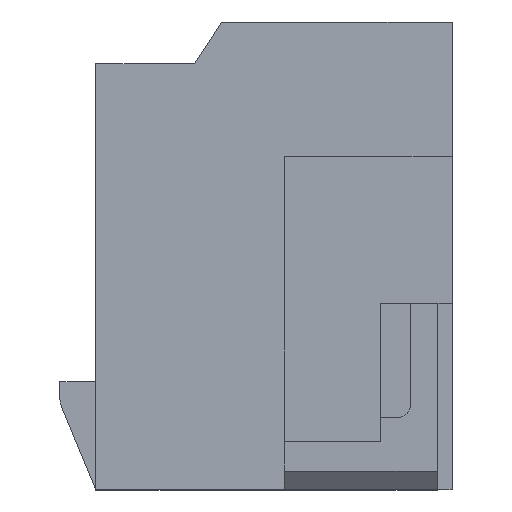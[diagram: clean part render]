
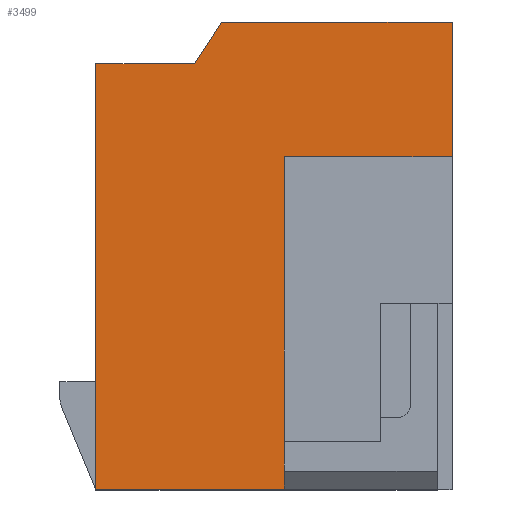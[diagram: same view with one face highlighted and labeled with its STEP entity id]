
A CAD part, top view. The second image highlights one B-rep face of the part: STEP entity #3499.
In plain terms, the highlighted planar face has unit normal (0, 0, 1).
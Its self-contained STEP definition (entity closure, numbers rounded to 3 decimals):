
#929=DIRECTION('',(-1.,0.,0.));
#930=VECTOR('',#929,3.15);
#931=CARTESIAN_POINT('',(0.175,0.,3.75));
#932=LINE('',#931,#930);
#933=DIRECTION('',(0.,-1.,0.));
#934=VECTOR('',#933,7.1);
#935=CARTESIAN_POINT('',(-2.975,7.1,3.75));
#936=LINE('',#935,#934);
#937=DIRECTION('',(-1.,0.,0.));
#938=VECTOR('',#937,1.65);
#939=CARTESIAN_POINT('',(-1.325,7.1,3.75));
#940=LINE('',#939,#938);
#941=DIRECTION('',(-0.541,-0.841,0.));
#942=VECTOR('',#941,0.832);
#943=CARTESIAN_POINT('',(-0.875,7.8,3.75));
#944=LINE('',#943,#942);
#945=DIRECTION('',(-1.,0.,0.));
#946=VECTOR('',#945,3.85);
#947=CARTESIAN_POINT('',(2.975,7.8,3.75));
#948=LINE('',#947,#946);
#949=DIRECTION('',(0.,1.,0.));
#950=VECTOR('',#949,2.25);
#951=CARTESIAN_POINT('',(2.975,5.55,3.75));
#952=LINE('',#951,#950);
#953=DIRECTION('',(-1.,0.,0.));
#954=VECTOR('',#953,2.8);
#955=CARTESIAN_POINT('',(2.975,5.55,3.75));
#956=LINE('',#955,#954);
#1379=DIRECTION('',(0.,1.,0.));
#1380=VECTOR('',#1379,5.55);
#1381=CARTESIAN_POINT('',(0.175,0.,3.75));
#1382=LINE('',#1381,#1380);
#1757=CARTESIAN_POINT('',(2.975,7.8,3.75));
#1758=CARTESIAN_POINT('',(-0.875,7.8,3.75));
#1759=VERTEX_POINT('',#1757);
#1760=VERTEX_POINT('',#1758);
#1761=CARTESIAN_POINT('',(-1.325,7.1,3.75));
#1762=VERTEX_POINT('',#1761);
#1763=CARTESIAN_POINT('',(-2.975,7.1,3.75));
#1764=VERTEX_POINT('',#1763);
#1765=CARTESIAN_POINT('',(-2.975,0.,3.75));
#1766=VERTEX_POINT('',#1765);
#2075=CARTESIAN_POINT('',(2.975,5.55,3.75));
#2076=VERTEX_POINT('',#2075);
#2077=CARTESIAN_POINT('',(0.175,5.55,3.75));
#2078=VERTEX_POINT('',#2077);
#2157=CARTESIAN_POINT('',(0.175,0.,3.75));
#2158=VERTEX_POINT('',#2157);
#3481=CARTESIAN_POINT('',(0.,0.,3.75));
#3482=DIRECTION('',(0.,0.,1.));
#3483=DIRECTION('',(1.,0.,0.));
#3484=AXIS2_PLACEMENT_3D('',#3481,#3482,#3483);
#3485=PLANE('',#3484);
#3486=ORIENTED_EDGE('',*,*,#2360,.T.);
#3487=ORIENTED_EDGE('',*,*,#2443,.F.);
#3488=ORIENTED_EDGE('',*,*,#2855,.F.);
#3489=ORIENTED_EDGE('',*,*,#3461,.F.);
#3490=ORIENTED_EDGE('',*,*,#3416,.F.);
#3492=ORIENTED_EDGE('',*,*,#3491,.F.);
#3494=ORIENTED_EDGE('',*,*,#3493,.T.);
#3496=ORIENTED_EDGE('',*,*,#3495,.F.);
#3497=EDGE_LOOP('',(#3486,#3487,#3488,#3489,#3490,#3492,#3494,#3496));
#3498=FACE_OUTER_BOUND('',#3497,.F.);
#2360=EDGE_CURVE('',#2158,#1766,#932,.T.);
#2443=EDGE_CURVE('',#1764,#1766,#936,.T.);
#2855=EDGE_CURVE('',#1762,#1764,#940,.T.);
#3416=EDGE_CURVE('',#1759,#1760,#948,.T.);
#3461=EDGE_CURVE('',#1760,#1762,#944,.T.);
#3491=EDGE_CURVE('',#2076,#1759,#952,.T.);
#3493=EDGE_CURVE('',#2076,#2078,#956,.T.);
#3495=EDGE_CURVE('',#2158,#2078,#1382,.T.);
#3499=ADVANCED_FACE('',(#3498),#3485,.T.);
